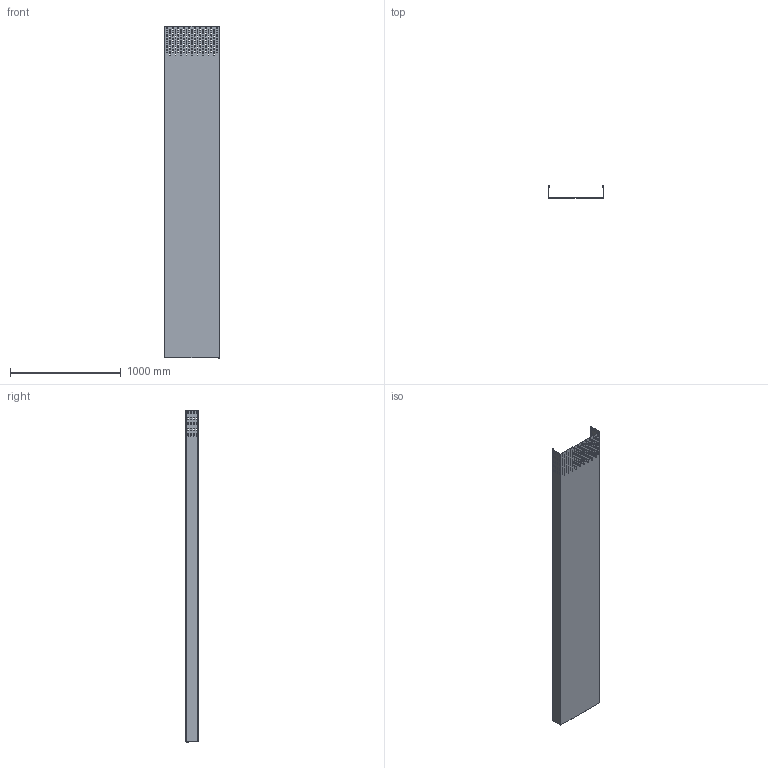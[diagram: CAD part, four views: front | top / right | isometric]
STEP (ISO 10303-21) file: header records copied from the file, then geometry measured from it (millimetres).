
FILE_DESCRIPTION (( 'STEP AP214' ), '1' );
FILE_NAME ('6060692.STEP', '2025-08-21T09:57:54', ( '' ), ( '' ), 'SwSTEP 2.0', 'SolidWorks 2024', '' );
FILE_SCHEMA (( 'AUTOMOTIVE_DESIGN' ));
Length unit declared in the file: millimetre
Products named in the file (1): 6060692
Bounding box: 500 x 110 x 3000 mm (x, y, z)
Volume: 2209061.7 mm3; surface area: 4439522.3 mm2
Topology: 1 solids, 1 shells, 675 faces, 1995 edges, 1322 vertices
Faces by surface type: cylinder 375, plane 300
Entity records: 23330 total; most frequent: DIRECTION 4097, CARTESIAN_POINT 3993, ORIENTED_EDGE 3990, EDGE_CURVE 1995, AXIS2_PLACEMENT_3D 1426, VERTEX_POINT 1322, LINE 1245, VECTOR 1245
